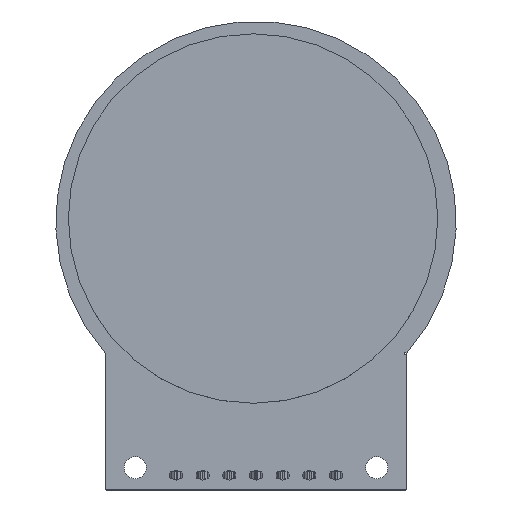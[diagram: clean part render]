
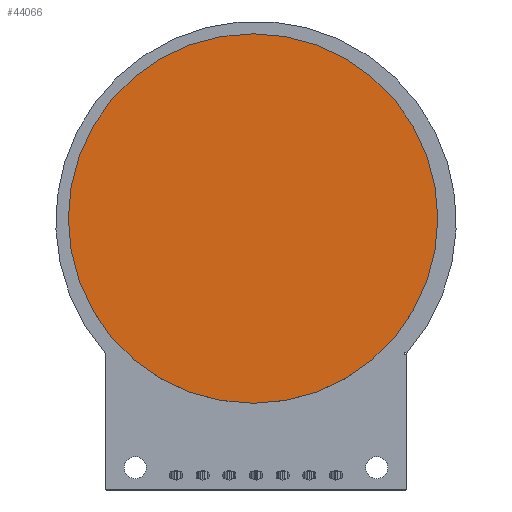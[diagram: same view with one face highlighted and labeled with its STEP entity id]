
A CAD part, top view. The second image highlights one B-rep face of the part: STEP entity #44066.
In plain terms, the highlighted planar face has unit normal (0, 0, 1).
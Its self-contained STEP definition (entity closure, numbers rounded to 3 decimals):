
#43936 = CYLINDRICAL_SURFACE('',#43937,17.6);
#43937 = AXIS2_PLACEMENT_3D('',#43938,#43939,#43940);
#43938 = CARTESIAN_POINT('',(0.,0.,0.));
#43939 = DIRECTION('',(0.,0.,-1.));
#43940 = DIRECTION('',(1.,0.,0.));
#43987 = VERTEX_POINT('',#43988);
#43988 = CARTESIAN_POINT('',(17.6,0.,1.5));
#44009 = EDGE_CURVE('',#43987,#43987,#44010,.T.);
#44010 = SURFACE_CURVE('',#44011,(#44016,#44045),.PCURVE_S1.);
#44011 = CIRCLE('',#44012,17.6);
#44012 = AXIS2_PLACEMENT_3D('',#44013,#44014,#44015);
#44013 = CARTESIAN_POINT('',(0.,0.,1.5));
#44014 = DIRECTION('',(0.,0.,1.));
#44015 = DIRECTION('',(1.,0.,0.));
#44016 = PCURVE('',#43936,#44017);
#44017 = DEFINITIONAL_REPRESENTATION('',(#44018),#44044);
#44018 = B_SPLINE_CURVE_WITH_KNOTS('',3,(#44019,#44020,#44021,#44022,
    #44023,#44024,#44025,#44026,#44027,#44028,#44029,#44030,#44031,
    #44032,#44033,#44034,#44035,#44036,#44037,#44038,#44039,#44040,
    #44041,#44042,#44043),.UNSPECIFIED.,.F.,.F.,(4,1,1,1,1,1,1,1,1,1,1,1
    ,1,1,1,1,1,1,1,1,1,1,4),(0.,0.286,0.571,
    0.857,1.142,1.428,1.714,
    1.999,2.285,2.57,2.856,
    3.142,3.427,3.713,3.998,
    4.284,4.57,4.855,5.141,
    5.426,5.712,5.998,6.283),
  .QUASI_UNIFORM_KNOTS.);
#44019 = CARTESIAN_POINT('',(6.283,-1.5));
#44020 = CARTESIAN_POINT('',(6.188,-1.5));
#44021 = CARTESIAN_POINT('',(5.998,-1.5));
#44022 = CARTESIAN_POINT('',(5.712,-1.5));
#44023 = CARTESIAN_POINT('',(5.426,-1.5));
#44024 = CARTESIAN_POINT('',(5.141,-1.5));
#44025 = CARTESIAN_POINT('',(4.855,-1.5));
#44026 = CARTESIAN_POINT('',(4.57,-1.5));
#44027 = CARTESIAN_POINT('',(4.284,-1.5));
#44028 = CARTESIAN_POINT('',(3.998,-1.5));
#44029 = CARTESIAN_POINT('',(3.713,-1.5));
#44030 = CARTESIAN_POINT('',(3.427,-1.5));
#44031 = CARTESIAN_POINT('',(3.142,-1.5));
#44032 = CARTESIAN_POINT('',(2.856,-1.5));
#44033 = CARTESIAN_POINT('',(2.57,-1.5));
#44034 = CARTESIAN_POINT('',(2.285,-1.5));
#44035 = CARTESIAN_POINT('',(1.999,-1.5));
#44036 = CARTESIAN_POINT('',(1.714,-1.5));
#44037 = CARTESIAN_POINT('',(1.428,-1.5));
#44038 = CARTESIAN_POINT('',(1.142,-1.5));
#44039 = CARTESIAN_POINT('',(0.857,-1.5));
#44040 = CARTESIAN_POINT('',(0.571,-1.5));
#44041 = CARTESIAN_POINT('',(0.286,-1.5));
#44042 = CARTESIAN_POINT('',(0.095,-1.5));
#44043 = CARTESIAN_POINT('',(0.,-1.5));
#44044 = ( GEOMETRIC_REPRESENTATION_CONTEXT(2) 
PARAMETRIC_REPRESENTATION_CONTEXT() REPRESENTATION_CONTEXT('2D SPACE',''
  ) );
#44045 = PCURVE('',#44046,#44051);
#44046 = PLANE('',#44047);
#44047 = AXIS2_PLACEMENT_3D('',#44048,#44049,#44050);
#44048 = CARTESIAN_POINT('',(17.6,0.,1.5));
#44049 = DIRECTION('',(0.,0.,-1.));
#44050 = DIRECTION('',(-1.,0.,0.));
#44051 = DEFINITIONAL_REPRESENTATION('',(#44052),#44060);
#44052 = ( BOUNDED_CURVE() B_SPLINE_CURVE(2,(#44053,#44054,#44055,#44056
    ,#44057,#44058,#44059),.UNSPECIFIED.,.F.,.F.) 
B_SPLINE_CURVE_WITH_KNOTS((1,2,2,2,2,1),(-2.094,0.,
    2.094,4.189,6.283,8.378),
.UNSPECIFIED.) CURVE() GEOMETRIC_REPRESENTATION_ITEM() 
RATIONAL_B_SPLINE_CURVE((1.,0.5,1.,0.5,1.,0.5,1.)) REPRESENTATION_ITEM(
  '') );
#44053 = CARTESIAN_POINT('',(0.,0.));
#44054 = CARTESIAN_POINT('',(0.,30.484));
#44055 = CARTESIAN_POINT('',(26.4,15.242));
#44056 = CARTESIAN_POINT('',(52.8,0.));
#44057 = CARTESIAN_POINT('',(26.4,-15.242));
#44058 = CARTESIAN_POINT('',(0.,-30.484));
#44059 = CARTESIAN_POINT('',(0.,0.));
#44060 = ( GEOMETRIC_REPRESENTATION_CONTEXT(2) 
PARAMETRIC_REPRESENTATION_CONTEXT() REPRESENTATION_CONTEXT('2D SPACE',''
  ) );
#44066 = ADVANCED_FACE('',(#44067),#44046,.F.);
#44067 = FACE_BOUND('',#44068,.T.);
#44068 = EDGE_LOOP('',(#44069));
#44069 = ORIENTED_EDGE('',*,*,#44009,.T.);
